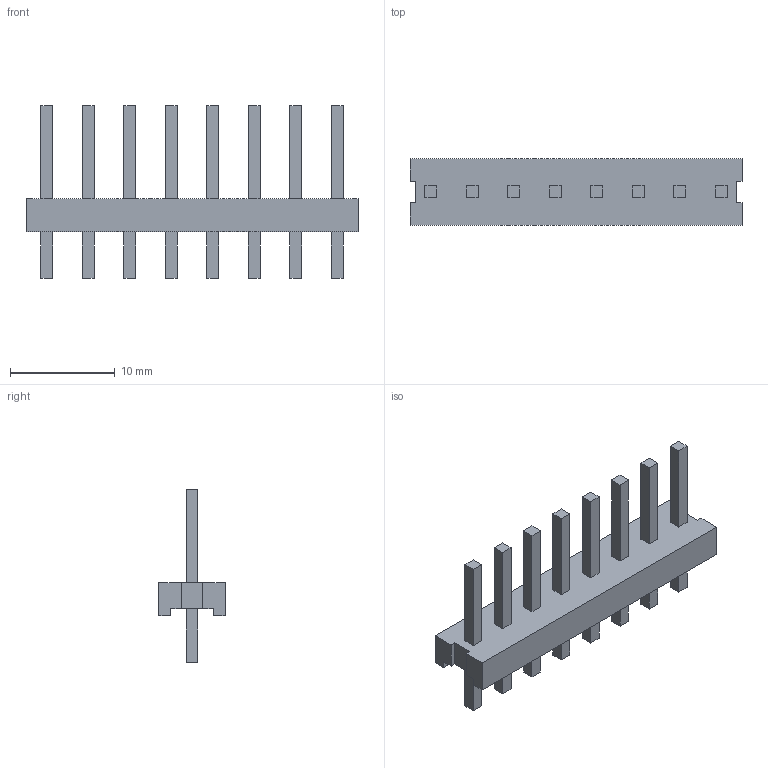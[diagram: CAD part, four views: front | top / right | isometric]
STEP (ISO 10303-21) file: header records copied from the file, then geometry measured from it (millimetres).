
FILE_DESCRIPTION(('STEP AP242'),'1');
FILE_NAME('644749-8.stp','2022-01-17T08:36:09',('TraceParts'),('TraceParts S.A.'),'Spatial InterOp 3D',' ',' ');
FILE_SCHEMA(('AP242_MANAGED_MODEL_BASED_3D_ENGINEERING_MIM_LF {1 0 10303 442 1 1 4}'));
Length unit declared in the file: millimetre
Products named in the file (1): 644749-8
Bounding box: 31.7 x 6.35 x 16.51 mm (x, y, z)
Volume: 692.1 mm3; surface area: 1195.9 mm2
Topology: 1 solids, 1 shells, 98 faces, 240 edges, 160 vertices
Faces by surface type: plane 98
Entity records: 2839 total; most frequent: CARTESIAN_POINT 499, ORIENTED_EDGE 480, DIRECTION 438, EDGE_CURVE 240, LINE 240, VECTOR 240, VERTEX_POINT 160, EDGE_LOOP 114
